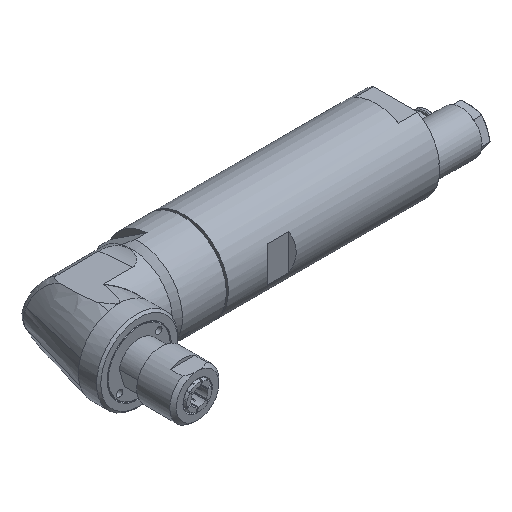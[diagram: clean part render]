
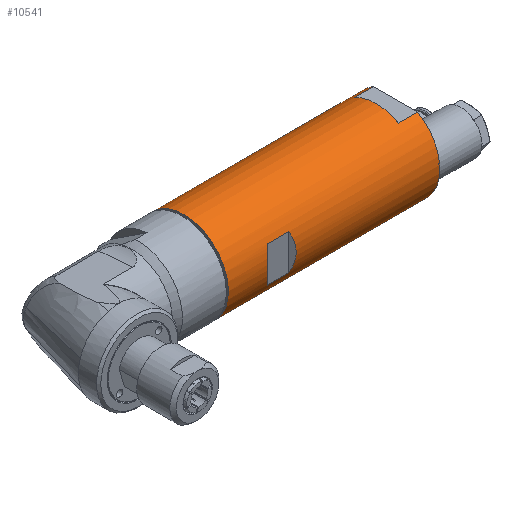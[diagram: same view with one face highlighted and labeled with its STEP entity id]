
A CAD part, isometric view. The second image highlights one B-rep face of the part: STEP entity #10541.
In plain terms, the highlighted cylindrical face has radius 20.75 mm (diameter 41.5 mm), a full revolution.
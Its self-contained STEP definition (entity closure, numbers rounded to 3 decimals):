
#6279=CARTESIAN_POINT('',(-44.0,-19.,-8.34));
#6280=VERTEX_POINT('',#6279);
#6281=CARTESIAN_POINT('',(-44.0,-19.,8.34));
#6282=VERTEX_POINT('',#6281);
#6283=CARTESIAN_POINT('',(-25.,0.,0.));
#6284=DIRECTION('',(-0.707,0.707,0.));
#6285=DIRECTION('',(0.707,0.707,0.));
#6286=AXIS2_PLACEMENT_3D('',#6283,#6284,#6285);
#6287=ELLIPSE('',#6286,29.345,20.75);
#6288=EDGE_CURVE('',#6280,#6282,#6287,.T.);
#6304=CARTESIAN_POINT('',(-34.0,-19.,8.34));
#6305=VERTEX_POINT('',#6304);
#6306=CARTESIAN_POINT('',(-34.0,-19.,-8.34));
#6307=VERTEX_POINT('',#6306);
#6308=CARTESIAN_POINT('',(-53.,0.,0.));
#6309=DIRECTION('',(0.707,0.707,0.));
#6310=DIRECTION('',(-0.707,0.707,0.));
#6311=AXIS2_PLACEMENT_3D('',#6308,#6309,#6310);
#6312=ELLIPSE('',#6311,29.345,20.75);
#6313=EDGE_CURVE('',#6305,#6307,#6312,.T.);
#6329=CARTESIAN_POINT('',(-34.0,-19.,-8.34));
#6330=DIRECTION('',(-1.0,0.0,0.0));
#6331=VECTOR('',#6330,10.0);
#6332=LINE('',#6329,#6331);
#6333=EDGE_CURVE('',#6307,#6280,#6332,.T.);
#6336=CARTESIAN_POINT('',(-44.0,-19.,8.34));
#6337=DIRECTION('',(1.0,0.0,0.0));
#6338=VECTOR('',#6337,10.0);
#6339=LINE('',#6336,#6338);
#6340=EDGE_CURVE('',#6282,#6305,#6339,.T.);
#6351=CARTESIAN_POINT('',(-44.0,19.,8.34));
#6352=VERTEX_POINT('',#6351);
#6353=CARTESIAN_POINT('',(-44.0,19.,-8.34));
#6354=VERTEX_POINT('',#6353);
#6355=CARTESIAN_POINT('',(-25.,0.,0.));
#6356=DIRECTION('',(-0.707,-0.707,0.));
#6357=DIRECTION('',(-0.707,0.707,0.));
#6358=AXIS2_PLACEMENT_3D('',#6355,#6356,#6357);
#6359=ELLIPSE('',#6358,29.345,20.75);
#6360=EDGE_CURVE('',#6352,#6354,#6359,.T.);
#6376=CARTESIAN_POINT('',(-34.0,19.,-8.34));
#6377=VERTEX_POINT('',#6376);
#6378=CARTESIAN_POINT('',(-34.0,19.,8.34));
#6379=VERTEX_POINT('',#6378);
#6380=CARTESIAN_POINT('',(-53.,0.,0.));
#6381=DIRECTION('',(0.707,-0.707,0.));
#6382=DIRECTION('',(0.707,0.707,0.));
#6383=AXIS2_PLACEMENT_3D('',#6380,#6381,#6382);
#6384=ELLIPSE('',#6383,29.345,20.75);
#6385=EDGE_CURVE('',#6377,#6379,#6384,.T.);
#6401=CARTESIAN_POINT('',(-34.0,19.,8.34));
#6402=DIRECTION('',(-1.0,0.0,0.0));
#6403=VECTOR('',#6402,10.0);
#6404=LINE('',#6401,#6403);
#6405=EDGE_CURVE('',#6379,#6352,#6404,.T.);
#6408=CARTESIAN_POINT('',(-44.0,19.,-8.34));
#6409=DIRECTION('',(1.0,0.0,0.0));
#6410=VECTOR('',#6409,10.0);
#6411=LINE('',#6408,#6410);
#6412=EDGE_CURVE('',#6354,#6377,#6411,.T.);
#6423=CARTESIAN_POINT('',(-64.0,20.75,0.));
#6424=VERTEX_POINT('',#6423);
#6425=CARTESIAN_POINT('',(-64.0,0.,0.));
#6426=DIRECTION('',(1.0,0.0,0.0));
#6427=DIRECTION('',(0.0,1.0,0.0));
#6428=AXIS2_PLACEMENT_3D('',#6425,#6426,#6427);
#6429=CIRCLE('',#6428,20.75);
#6430=EDGE_CURVE('',#6424,#6424,#6429,.T.);
#7450=CARTESIAN_POINT('',(35.0,10.323,18.));
#7451=VERTEX_POINT('',#7450);
#7452=CARTESIAN_POINT('',(35.0,-10.323,18.));
#7453=VERTEX_POINT('',#7452);
#7460=CARTESIAN_POINT('',(35.0,-10.323,-18.));
#7461=VERTEX_POINT('',#7460);
#7462=CARTESIAN_POINT('',(35.,0.,0.0));
#7463=DIRECTION('',(1.0,0.0,0.0));
#7464=DIRECTION('',(0.0,1.0,0.0));
#7465=AXIS2_PLACEMENT_3D('',#7462,#7463,#7464);
#7466=CIRCLE('',#7465,20.75);
#7467=EDGE_CURVE('',#7453,#7461,#7466,.T.);
#7469=CARTESIAN_POINT('',(35.0,10.323,-18.0));
#7470=VERTEX_POINT('',#7469);
#7477=CARTESIAN_POINT('',(35.,0.,0.0));
#7478=DIRECTION('',(1.0,0.0,0.0));
#7479=DIRECTION('',(0.0,1.0,0.0));
#7480=AXIS2_PLACEMENT_3D('',#7477,#7478,#7479);
#7481=CIRCLE('',#7480,20.75);
#7482=EDGE_CURVE('',#7470,#7451,#7481,.T.);
#10422=CARTESIAN_POINT('',(26.0,-10.323,18.));
#10423=VERTEX_POINT('',#10422);
#10424=CARTESIAN_POINT('',(26.,10.323,18.));
#10425=VERTEX_POINT('',#10424);
#10426=CARTESIAN_POINT('',(26.,0.,0.0));
#10427=DIRECTION('',(-1.0,0.0,0.0));
#10428=DIRECTION('',(0.0,1.0,0.0));
#10429=AXIS2_PLACEMENT_3D('',#10426,#10427,#10428);
#10430=CIRCLE('',#10429,20.75);
#10431=EDGE_CURVE('',#10423,#10425,#10430,.T.);
#10447=CARTESIAN_POINT('',(35.0,-10.323,18.));
#10448=DIRECTION('',(-1.0,0.0,0.0));
#10449=VECTOR('',#10448,9.0);
#10450=LINE('',#10447,#10449);
#10451=EDGE_CURVE('',#7453,#10423,#10450,.T.);
#10454=CARTESIAN_POINT('',(26.,10.323,18.));
#10455=DIRECTION('',(1.0,0.0,0.0));
#10456=VECTOR('',#10455,9.);
#10457=LINE('',#10454,#10456);
#10458=EDGE_CURVE('',#10425,#7451,#10457,.T.);
#10469=CARTESIAN_POINT('',(26.0,10.323,-18.0));
#10470=VERTEX_POINT('',#10469);
#10471=CARTESIAN_POINT('',(26.,-10.323,-18.));
#10472=VERTEX_POINT('',#10471);
#10473=CARTESIAN_POINT('',(26.,0.,0.0));
#10474=DIRECTION('',(-1.0,0.0,0.0));
#10475=DIRECTION('',(0.0,1.0,0.0));
#10476=AXIS2_PLACEMENT_3D('',#10473,#10474,#10475);
#10477=CIRCLE('',#10476,20.75);
#10478=EDGE_CURVE('',#10470,#10472,#10477,.T.);
#10494=CARTESIAN_POINT('',(35.0,10.323,-18.0));
#10495=DIRECTION('',(-1.0,0.0,0.0));
#10496=VECTOR('',#10495,9.0);
#10497=LINE('',#10494,#10496);
#10498=EDGE_CURVE('',#7470,#10470,#10497,.T.);
#10501=CARTESIAN_POINT('',(26.,-10.323,-18.));
#10502=DIRECTION('',(1.0,0.0,0.0));
#10503=VECTOR('',#10502,9.);
#10504=LINE('',#10501,#10503);
#10505=EDGE_CURVE('',#10472,#7461,#10504,.T.);
#10511=CARTESIAN_POINT('',(17.5,0.,0.0));
#10512=DIRECTION('',(1.0,0.,0.0));
#10513=DIRECTION('',(0.0,1.0,0.0));
#10514=AXIS2_PLACEMENT_3D('',#10511,#10512,#10513);
#10515=CYLINDRICAL_SURFACE('',#10514,20.75);
#10516=ORIENTED_EDGE('',*,*,#6430,.T.);
#10517=EDGE_LOOP('',(#10516));
#10518=FACE_OUTER_BOUND('',#10517,.T.);
#10519=ORIENTED_EDGE('',*,*,#6385,.T.);
#10520=ORIENTED_EDGE('',*,*,#6405,.T.);
#10521=ORIENTED_EDGE('',*,*,#6360,.T.);
#10522=ORIENTED_EDGE('',*,*,#6412,.T.);
#10523=EDGE_LOOP('',(#10519,#10520,#10521,#10522));
#10524=FACE_BOUND('',#10523,.T.);
#10525=ORIENTED_EDGE('',*,*,#6313,.T.);
#10526=ORIENTED_EDGE('',*,*,#6333,.T.);
#10527=ORIENTED_EDGE('',*,*,#6288,.T.);
#10528=ORIENTED_EDGE('',*,*,#6340,.T.);
#10529=EDGE_LOOP('',(#10525,#10526,#10527,#10528));
#10530=FACE_BOUND('',#10529,.T.);
#10531=ORIENTED_EDGE('',*,*,#10451,.T.);
#10532=ORIENTED_EDGE('',*,*,#10431,.T.);
#10533=ORIENTED_EDGE('',*,*,#10458,.T.);
#10534=ORIENTED_EDGE('',*,*,#7482,.F.);
#10535=ORIENTED_EDGE('',*,*,#10498,.T.);
#10536=ORIENTED_EDGE('',*,*,#10478,.T.);
#10537=ORIENTED_EDGE('',*,*,#10505,.T.);
#10538=ORIENTED_EDGE('',*,*,#7467,.F.);
#10539=EDGE_LOOP('',(#10531,#10532,#10533,#10534,#10535,#10536,#10537,#10538));
#10540=FACE_BOUND('',#10539,.T.);
#10541=ADVANCED_FACE('',(#10518,#10524,#10530,#10540),#10515,.T.);
